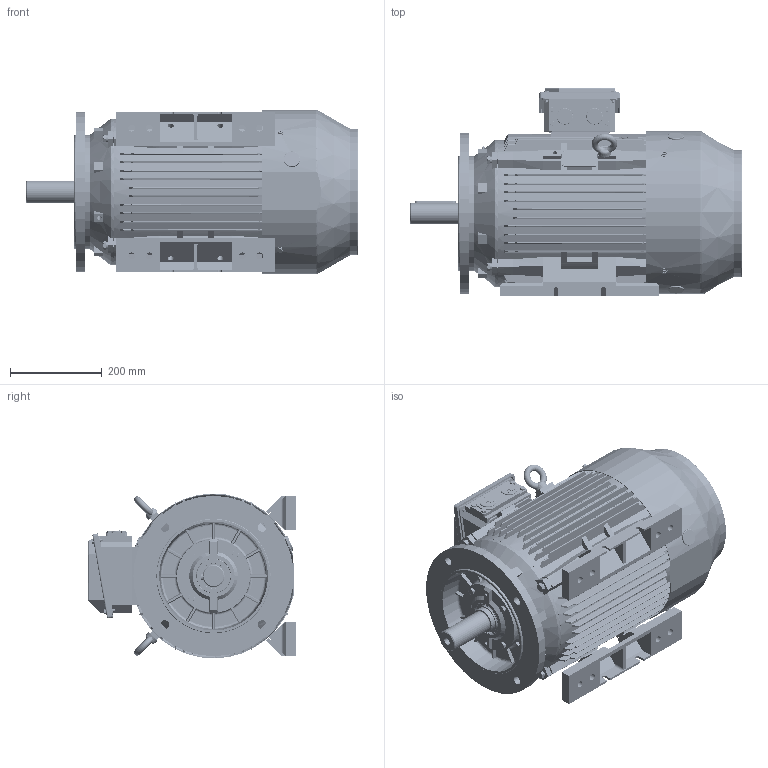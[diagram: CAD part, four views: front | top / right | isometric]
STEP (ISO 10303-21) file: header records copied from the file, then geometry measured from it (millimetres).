
FILE_DESCRIPTION (( 'STEP AP203' ), '1' );
FILE_NAME ('TC 180L B35外形图（BUSCK）.STEP', '2019-03-08T02:32:15', ( 'abc' ), ( '' ), 'SwSTEP 2.0', 'SolidWorks 2008', '' );
FILE_SCHEMA (( 'CONFIG_CONTROL_DESIGN' ));
Products named in the file (32): TC 180 轴承外盖NDE_默认; TC 180L转子_默认; IE2 180-4P风叶_默认; TC 180 轴承内盖_默认; M8-65_默认; 油封55-75-8_默认; TC 160-180接线盒座 活动螺套板_默认; 铜油嘴_默认; TC 160-180-TFC250T接线盒座 活动螺套板_默认; M6x20_默认; 螺塞M32_默认; M6-20_默认; TC 180L B35外形图（BUSCK）; TC 180L B5机座_默认; TC 180L 底脚_默认; TC 180 B3 后端盖_默认; TC 180L 轴_默认; 6311_默认; 平键14-9-90_默认; TC 180 轴承外盖DE_默认; TC 180风罩_默认; M10-35_默认; 10_默认; 8_默认; 扣塞_默认; M6-10_默认; 吊环M12_默认; TC 180 B5 前端盖_默认; TC 160-180 接线盒盖(借用NEMA250T接线盒盖)_默认; TC 160-180活动螺套板垫_默认; 160活动螺套板_默认; NEMA 250-280接线盒盖垫_默认
Assembly tree (60 placements, depth 3):
  TC 180L B35外形图（BUSCK）
    TC 180风罩_默认
    10_默认  x4
    铜油嘴_默认  x2
    8_默认  x4
    M6-10_默认  x4
    M10-35_默认  x4
    TC 180L 底脚_默认  x2
    M8-65_默认  x4
    TC 180 轴承内盖_默认  x2
    IE2 180-4P风叶_默认
    吊环M12_默认  x2
    扣塞_默认  x2
    TC 180 B3 后端盖_默认
    TC 180 轴承外盖NDE_默认
    TC 180L转子_默认
      TC 180L 轴_默认
      6311_默认  x2
      平键14-9-90_默认
    TC 180 B5 前端盖_默认
    TC 180 轴承外盖DE_默认
    油封55-75-8_默认  x2
    TC 160-180接线盒座 活动螺套板_默认
      M6-20_默认  x4
      M6x20_默认  x4
      TC 160-180-TFC250T接线盒座 活动螺套板_默认
      TC 160-180 接线盒盖(借用NEMA250T接线盒盖)_默认
      NEMA 250-280接线盒盖垫_默认
      螺塞M32_默认  x2
      TC 160-180活动螺套板垫_默认
      160活动螺套板_默认
    TC 180L B5机座_默认
Bounding box: 725 x 454.06 x 359.96 mm (x, y, z)
Volume: 13046633.7 mm3; surface area: 3490897.4 mm2
Topology: 60 solids, 60 shells, 7026 faces, 19977 edges, 13069 vertices
Faces by surface type: plane 3319, cylinder 2698, cone 374, torus 298, bspline 219, sphere 118
Entity records: 222207 total; most frequent: CARTESIAN_POINT 56272, ORIENTED_EDGE 34616, DIRECTION 33152, EDGE_CURVE 17308, AXIS2_PLACEMENT_3D 11597, VERTEX_POINT 11351, VECTOR 9958, LINE 9958
